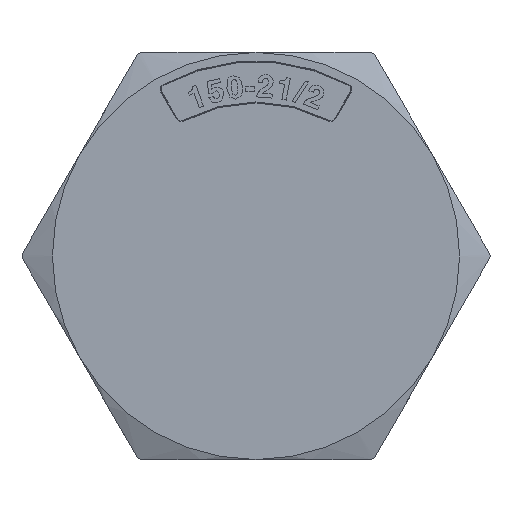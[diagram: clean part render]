
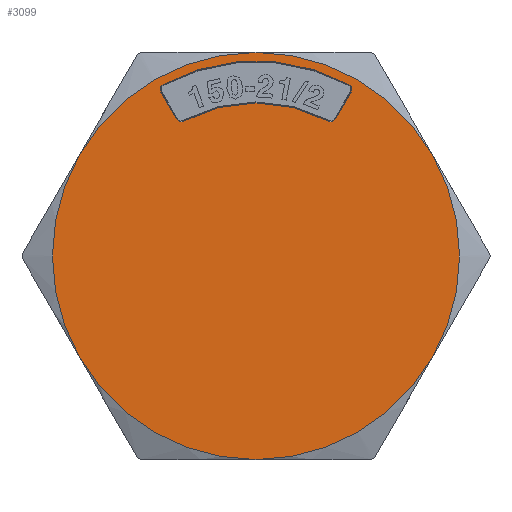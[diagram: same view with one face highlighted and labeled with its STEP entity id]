
A CAD part, front view. The second image highlights one B-rep face of the part: STEP entity #3099.
In plain terms, the highlighted planar face has unit normal (0, -1, 0).
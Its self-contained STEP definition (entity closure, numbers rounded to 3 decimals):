
#337=FACE_BOUND('',#987,.T.);
#354=LINE('',#4311,#575);
#355=LINE('',#4319,#576);
#575=VECTOR('',#3570,6.003);
#576=VECTOR('',#3577,6.003);
#796=FACE_OUTER_BOUND('',#986,.T.);
#986=EDGE_LOOP('',(#2066,#2067,#2068,#2069,#2070,#2071));
#987=EDGE_LOOP('',(#2072,#2073,#2074,#2075,#2076,#2077,#2078,#2079));
#1193=CIRCLE('',#3292,39.75);
#1194=CIRCLE('',#3293,39.75);
#1195=CIRCLE('',#3294,39.75);
#1196=CIRCLE('',#3295,39.75);
#1197=CIRCLE('',#3296,39.75);
#1198=CIRCLE('',#3297,39.75);
#1199=CIRCLE('',#3298,29.9);
#1200=CIRCLE('',#3299,1.1);
#1201=CIRCLE('',#3300,1.1);
#1202=CIRCLE('',#3301,38.1);
#1203=CIRCLE('',#3302,1.1);
#1204=CIRCLE('',#3303,1.1);
#1265=VERTEX_POINT('',#4293);
#1266=VERTEX_POINT('',#4294);
#1267=VERTEX_POINT('',#4296);
#1268=VERTEX_POINT('',#4298);
#1269=VERTEX_POINT('',#4300);
#1270=VERTEX_POINT('',#4302);
#1271=VERTEX_POINT('',#4305);
#1272=VERTEX_POINT('',#4306);
#1273=VERTEX_POINT('',#4308);
#1274=VERTEX_POINT('',#4310);
#1275=VERTEX_POINT('',#4312);
#1276=VERTEX_POINT('',#4314);
#1277=VERTEX_POINT('',#4316);
#1278=VERTEX_POINT('',#4318);
#1580=EDGE_CURVE('',#1265,#1266,#1193,.T.);
#1581=EDGE_CURVE('',#1267,#1265,#1194,.T.);
#1582=EDGE_CURVE('',#1268,#1267,#1195,.T.);
#1583=EDGE_CURVE('',#1269,#1268,#1196,.T.);
#1584=EDGE_CURVE('',#1270,#1269,#1197,.T.);
#1585=EDGE_CURVE('',#1266,#1270,#1198,.T.);
#1586=EDGE_CURVE('',#1271,#1272,#1199,.T.);
#1587=EDGE_CURVE('',#1272,#1273,#1200,.T.);
#1588=EDGE_CURVE('',#1273,#1274,#354,.T.);
#1589=EDGE_CURVE('',#1274,#1275,#1201,.T.);
#1590=EDGE_CURVE('',#1275,#1276,#1202,.T.);
#1591=EDGE_CURVE('',#1276,#1277,#1203,.T.);
#1592=EDGE_CURVE('',#1277,#1278,#355,.T.);
#1593=EDGE_CURVE('',#1278,#1271,#1204,.T.);
#2066=ORIENTED_EDGE('',*,*,#1580,.F.);
#2067=ORIENTED_EDGE('',*,*,#1581,.F.);
#2068=ORIENTED_EDGE('',*,*,#1582,.F.);
#2069=ORIENTED_EDGE('',*,*,#1583,.F.);
#2070=ORIENTED_EDGE('',*,*,#1584,.F.);
#2071=ORIENTED_EDGE('',*,*,#1585,.F.);
#2072=ORIENTED_EDGE('',*,*,#1586,.T.);
#2073=ORIENTED_EDGE('',*,*,#1587,.T.);
#2074=ORIENTED_EDGE('',*,*,#1588,.T.);
#2075=ORIENTED_EDGE('',*,*,#1589,.T.);
#2076=ORIENTED_EDGE('',*,*,#1590,.T.);
#2077=ORIENTED_EDGE('',*,*,#1591,.T.);
#2078=ORIENTED_EDGE('',*,*,#1592,.T.);
#2079=ORIENTED_EDGE('',*,*,#1593,.T.);
#3038=PLANE('',#3291);
#3099=ADVANCED_FACE('',(#796,#337),#3038,.F.);
#3291=AXIS2_PLACEMENT_3D('',#4292,#3552,#3553);
#3292=AXIS2_PLACEMENT_3D('',#4295,#3554,#3555);
#3293=AXIS2_PLACEMENT_3D('',#4297,#3556,#3557);
#3294=AXIS2_PLACEMENT_3D('',#4299,#3558,#3559);
#3295=AXIS2_PLACEMENT_3D('',#4301,#3560,#3561);
#3296=AXIS2_PLACEMENT_3D('',#4303,#3562,#3563);
#3297=AXIS2_PLACEMENT_3D('',#4304,#3564,#3565);
#3298=AXIS2_PLACEMENT_3D('',#4307,#3566,#3567);
#3299=AXIS2_PLACEMENT_3D('',#4309,#3568,#3569);
#3300=AXIS2_PLACEMENT_3D('',#4313,#3571,#3572);
#3301=AXIS2_PLACEMENT_3D('',#4315,#3573,#3574);
#3302=AXIS2_PLACEMENT_3D('',#4317,#3575,#3576);
#3303=AXIS2_PLACEMENT_3D('',#4320,#3578,#3579);
#3552=DIRECTION('center_axis',(0.,1.,0.));
#3553=DIRECTION('ref_axis',(1.,0.,0.));
#3554=DIRECTION('center_axis',(0.,1.,0.));
#3555=DIRECTION('ref_axis',(0.,0.,1.));
#3556=DIRECTION('center_axis',(0.,1.,0.));
#3557=DIRECTION('ref_axis',(-0.866,0.,0.5));
#3558=DIRECTION('center_axis',(0.,1.,0.));
#3559=DIRECTION('ref_axis',(-0.866,0.,-0.5));
#3560=DIRECTION('center_axis',(0.,1.,0.));
#3561=DIRECTION('ref_axis',(0.,0.,-1.));
#3562=DIRECTION('center_axis',(0.,1.,0.));
#3563=DIRECTION('ref_axis',(0.866,0.,-0.5));
#3564=DIRECTION('center_axis',(0.,1.,0.));
#3565=DIRECTION('ref_axis',(0.866,0.,0.5));
#3566=DIRECTION('center_axis',(0.,-1.,0.));
#3567=DIRECTION('ref_axis',(0.472,0.,0.882));
#3568=DIRECTION('center_axis',(0.,1.,0.));
#3569=DIRECTION('ref_axis',(0.472,0.,-0.882));
#3570=DIRECTION('',(-0.5,0.,0.866));
#3571=DIRECTION('center_axis',(0.,1.,0.));
#3572=DIRECTION('ref_axis',(-0.866,0.,-0.5));
#3573=DIRECTION('center_axis',(0.,1.,0.));
#3574=DIRECTION('ref_axis',(-0.476,0.,0.879));
#3575=DIRECTION('center_axis',(0.,1.,0.));
#3576=DIRECTION('ref_axis',(0.476,0.,0.879));
#3577=DIRECTION('',(-0.5,0.,-0.866));
#3578=DIRECTION('center_axis',(0.,1.,0.));
#3579=DIRECTION('ref_axis',(0.866,0.,-0.5));
#4292=CARTESIAN_POINT('Origin',(0.,0.,0.));
#4293=CARTESIAN_POINT('',(0.,0.,39.75));
#4294=CARTESIAN_POINT('',(34.425,0.,19.875));
#4295=CARTESIAN_POINT('Origin',(0.,0.,0.));
#4296=CARTESIAN_POINT('',(-34.425,0.,19.875));
#4297=CARTESIAN_POINT('Origin',(0.,0.,0.));
#4298=CARTESIAN_POINT('',(-34.425,0.,-19.875));
#4299=CARTESIAN_POINT('Origin',(0.,0.,0.));
#4300=CARTESIAN_POINT('',(0.,0.,-39.75));
#4301=CARTESIAN_POINT('Origin',(0.,0.,0.));
#4302=CARTESIAN_POINT('',(34.425,0.,-19.875));
#4303=CARTESIAN_POINT('Origin',(0.,0.,0.));
#4304=CARTESIAN_POINT('Origin',(0.,0.,0.));
#4305=CARTESIAN_POINT('',(14.107,0.,26.363));
#4306=CARTESIAN_POINT('',(-14.107,0.,26.363));
#4307=CARTESIAN_POINT('Origin',(0.,0.,0.));
#4308=CARTESIAN_POINT('',(-15.579,0.,26.783));
#4309=CARTESIAN_POINT('Origin',(-14.626,0.,27.333));
#4310=CARTESIAN_POINT('',(-18.58,0.,31.981));
#4311=CARTESIAN_POINT('',(-15.579,0.,26.783));
#4312=CARTESIAN_POINT('',(-18.151,0.,33.498));
#4313=CARTESIAN_POINT('Origin',(-17.627,0.,32.531));
#4314=CARTESIAN_POINT('',(18.151,0.,33.498));
#4315=CARTESIAN_POINT('Origin',(0.,0.,0.));
#4316=CARTESIAN_POINT('',(18.58,0.,31.981));
#4317=CARTESIAN_POINT('Origin',(17.627,0.,32.531));
#4318=CARTESIAN_POINT('',(15.579,0.,26.783));
#4319=CARTESIAN_POINT('',(18.58,0.,31.981));
#4320=CARTESIAN_POINT('Origin',(14.626,0.,27.333));
